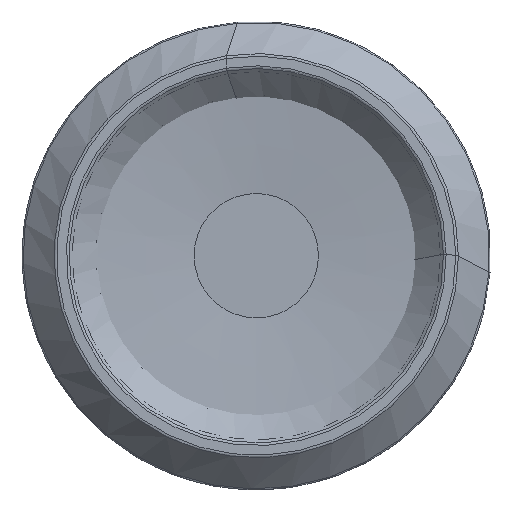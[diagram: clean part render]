
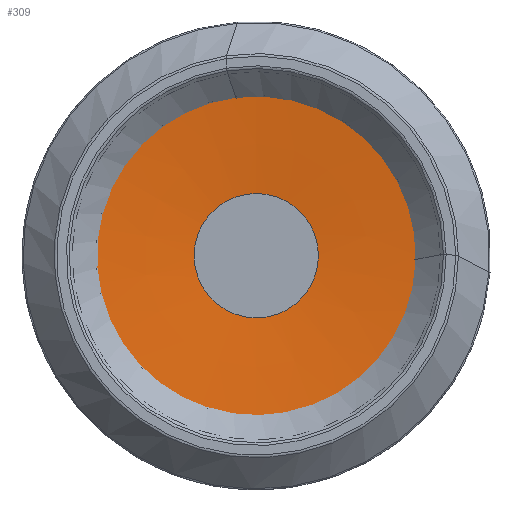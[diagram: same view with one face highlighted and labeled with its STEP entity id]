
A CAD part, left-side view. The second image highlights one B-rep face of the part: STEP entity #309.
In plain terms, the highlighted conical face has half-angle 85 degrees and reference radius 12.369 mm.
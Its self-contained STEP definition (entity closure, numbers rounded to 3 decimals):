
#65=CONICAL_SURFACE('',#900,12.369,85.);
#89=FACE_BOUND('',#431,.T.);
#90=FACE_BOUND('',#432,.T.);
#309=ADVANCED_FACE('',(#89,#90),#65,.F.);
#431=EDGE_LOOP('',(#648));
#432=EDGE_LOOP('',(#649));
#497=CIRCLE('',#898,32.109);
#498=CIRCLE('',#899,12.369);
#648=ORIENTED_EDGE('',*,*,#797,.T.);
#649=ORIENTED_EDGE('',*,*,#798,.F.);
#714=VERTEX_POINT('',#1761);
#715=VERTEX_POINT('',#1780);
#797=EDGE_CURVE('',#714,#714,#497,.T.);
#798=EDGE_CURVE('',#715,#715,#498,.T.);
#898=AXIS2_PLACEMENT_3D('',#1760,#1054,#1055);
#899=AXIS2_PLACEMENT_3D('',#1779,#1057,#1058);
#900=AXIS2_PLACEMENT_3D('',#1781,#1059,#1060);
#1054=DIRECTION('',(-1.,0.,0.));
#1055=DIRECTION('',(0.,0.,1.));
#1057=DIRECTION('',(-1.,0.,0.));
#1058=DIRECTION('',(0.,0.,1.));
#1059=DIRECTION('',(-1.,0.,0.));
#1060=DIRECTION('',(0.,0.,1.));
#1760=CARTESIAN_POINT('',(5.199,0.,0.));
#1761=CARTESIAN_POINT('',(5.199,0.,32.109));
#1779=CARTESIAN_POINT('',(6.926,0.,0.));
#1780=CARTESIAN_POINT('',(6.926,0.,12.369));
#1781=CARTESIAN_POINT('',(6.926,0.,0.));
